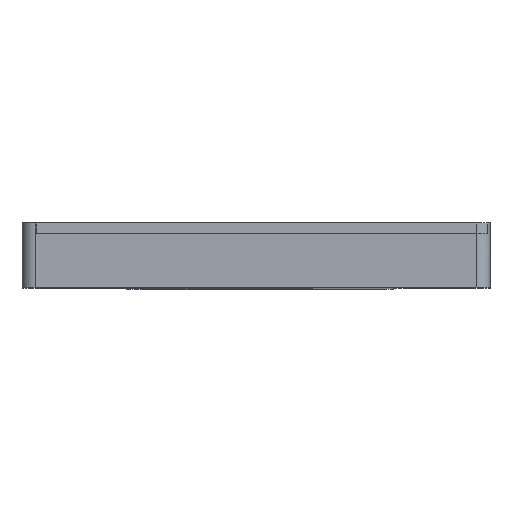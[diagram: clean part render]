
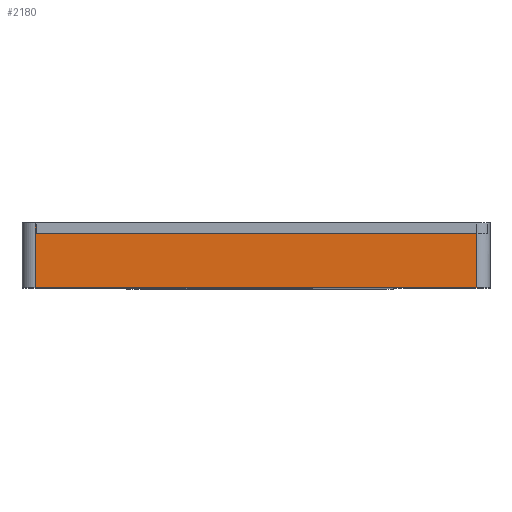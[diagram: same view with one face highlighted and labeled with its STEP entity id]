
A CAD part, top view. The second image highlights one B-rep face of the part: STEP entity #2180.
In plain terms, the highlighted planar face has unit normal (0, 0, 1).
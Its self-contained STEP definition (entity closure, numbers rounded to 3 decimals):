
#112=FACE_OUTER_BOUND('',#248,.T.);
#248=EDGE_LOOP('',(#1608,#1609,#1610,#1611,#1612,#1613));
#488=LINE('',#3256,#717);
#515=LINE('',#3320,#744);
#525=LINE('',#3347,#754);
#548=LINE('',#3415,#777);
#549=LINE('',#3418,#778);
#550=LINE('',#3419,#779);
#717=VECTOR('',#2573,10.);
#744=VECTOR('',#2622,10.);
#754=VECTOR('',#2644,10.);
#777=VECTOR('',#2709,10.);
#778=VECTOR('',#2712,10.);
#779=VECTOR('',#2713,10.);
#919=VERTEX_POINT('',#3177);
#958=VERTEX_POINT('',#3254);
#981=VERTEX_POINT('',#3311);
#984=VERTEX_POINT('',#3318);
#995=VERTEX_POINT('',#3345);
#1020=VERTEX_POINT('',#3417);
#1163=EDGE_CURVE('',#958,#919,#488,.T.);
#1194=EDGE_CURVE('',#984,#958,#515,.T.);
#1209=EDGE_CURVE('',#984,#995,#525,.T.);
#1244=EDGE_CURVE('',#981,#995,#548,.T.);
#1245=EDGE_CURVE('',#981,#1020,#549,.T.);
#1246=EDGE_CURVE('',#1020,#919,#550,.T.);
#1608=ORIENTED_EDGE('',*,*,#1194,.F.);
#1609=ORIENTED_EDGE('',*,*,#1209,.T.);
#1610=ORIENTED_EDGE('',*,*,#1244,.F.);
#1611=ORIENTED_EDGE('',*,*,#1245,.T.);
#1612=ORIENTED_EDGE('',*,*,#1246,.T.);
#1613=ORIENTED_EDGE('',*,*,#1163,.F.);
#2090=PLANE('',#2356);
#2180=ADVANCED_FACE('',(#112),#2090,.T.);
#2356=AXIS2_PLACEMENT_3D('',#3416,#2710,#2711);
#2573=DIRECTION('',(1.,0.,0.));
#2622=DIRECTION('',(0.,1.,0.));
#2644=DIRECTION('',(1.,0.,0.));
#2709=DIRECTION('',(0.,-1.,0.));
#2710=DIRECTION('center_axis',(0.,0.,1.));
#2711=DIRECTION('ref_axis',(1.,0.,0.));
#2712=DIRECTION('',(-1.,0.,0.));
#2713=DIRECTION('',(0.,1.,0.));
#3177=CARTESIAN_POINT('',(-50.7,106.875,30.017));
#3254=CARTESIAN_POINT('',(-51.,106.875,30.017));
#3256=CARTESIAN_POINT('',(-51.,106.875,30.017));
#3311=CARTESIAN_POINT('',(51.,104.375,30.017));
#3318=CARTESIAN_POINT('',(-51.,91.875,30.017));
#3320=CARTESIAN_POINT('',(-51.,104.875,30.017));
#3345=CARTESIAN_POINT('',(51.,91.875,30.017));
#3347=CARTESIAN_POINT('',(57.,91.875,30.017));
#3415=CARTESIAN_POINT('',(51.,99.625,30.017));
#3416=CARTESIAN_POINT('Origin',(57.,94.875,30.017));
#3417=CARTESIAN_POINT('',(-50.7,104.375,30.017));
#3418=CARTESIAN_POINT('',(29.196,104.375,30.017));
#3419=CARTESIAN_POINT('',(-50.7,107.125,30.017));
